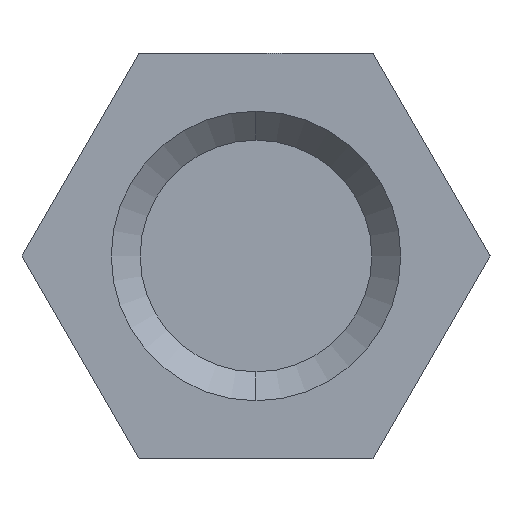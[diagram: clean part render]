
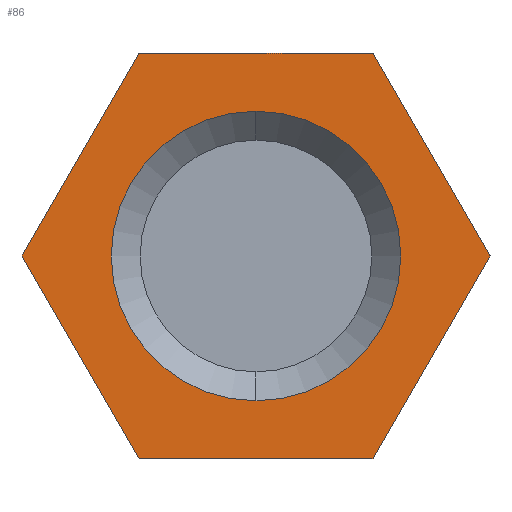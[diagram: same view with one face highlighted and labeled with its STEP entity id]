
A CAD part, left-side view. The second image highlights one B-rep face of the part: STEP entity #86.
In plain terms, the highlighted planar face has unit normal (-1, 0, 0).
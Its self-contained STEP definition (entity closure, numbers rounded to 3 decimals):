
#86=ADVANCED_FACE('',(#386,#387),#388,.F.);
#386=FACE_OUTER_BOUND('',#954,.T.);
#387=FACE_BOUND('',#955,.T.);
#388=PLANE('',#956);
#954=EDGE_LOOP('',(#4785,#4786,#4787,#4788,#4789,#4790));
#955=EDGE_LOOP('',(#4791,#4792));
#956=AXIS2_PLACEMENT_3D('',#4793,#4794,#4795);
#4785=ORIENTED_EDGE('',*,*,#6678,.F.);
#4786=ORIENTED_EDGE('',*,*,#6682,.F.);
#4787=ORIENTED_EDGE('',*,*,#6685,.F.);
#4788=ORIENTED_EDGE('',*,*,#6687,.F.);
#4789=ORIENTED_EDGE('',*,*,#6496,.F.);
#4790=ORIENTED_EDGE('',*,*,#6689,.F.);
#4791=ORIENTED_EDGE('',*,*,#6486,.T.);
#4792=ORIENTED_EDGE('',*,*,#6690,.T.);
#4793=CARTESIAN_POINT('',(-60.0,-4.041,0.));
#4794=DIRECTION('',(1.0,0.0,0.0));
#4795=DIRECTION('',(0.0,1.0,0.0));
#6486=EDGE_CURVE('',#7191,#7189,#7192,.T.);
#6496=EDGE_CURVE('',#7207,#7209,#7210,.T.);
#6678=EDGE_CURVE('',#7569,#7571,#7572,.T.);
#6682=EDGE_CURVE('',#7576,#7569,#7578,.T.);
#6685=EDGE_CURVE('',#7581,#7576,#7583,.T.);
#6687=EDGE_CURVE('',#7209,#7581,#7585,.T.);
#6689=EDGE_CURVE('',#7571,#7207,#7587,.T.);
#6690=EDGE_CURVE('',#7189,#7191,#7588,.T.);
#7189=VERTEX_POINT('',#8353);
#7191=VERTEX_POINT('',#8356);
#7192=CIRCLE('',#8357,2.5);
#7207=VERTEX_POINT('',#8378);
#7209=VERTEX_POINT('',#8381);
#7210=LINE('',#8382,#8383);
#7569=VERTEX_POINT('',#9788);
#7571=VERTEX_POINT('',#9791);
#7572=LINE('',#9792,#9793);
#7576=VERTEX_POINT('',#9799);
#7578=LINE('',#9802,#9803);
#7581=VERTEX_POINT('',#9807);
#7583=LINE('',#9810,#9811);
#7585=LINE('',#9814,#9815);
#7587=LINE('',#9818,#9819);
#7588=CIRCLE('',#9820,2.5);
#8353=CARTESIAN_POINT('',(-60.0,0.,-2.5));
#8356=CARTESIAN_POINT('',(-60.0,0.0,2.5));
#8357=AXIS2_PLACEMENT_3D('',#13000,#13001,#13002);
#8378=CARTESIAN_POINT('',(-60.0,-2.021,-3.5));
#8381=CARTESIAN_POINT('',(-60.0,2.021,-3.5));
#8382=CARTESIAN_POINT('',(-60.0,-2.021,-3.5));
#8383=VECTOR('',#13016,1000.0);
#9788=CARTESIAN_POINT('',(-60.0,-2.021,3.5));
#9791=CARTESIAN_POINT('',(-60.0,-4.041,0.));
#9792=CARTESIAN_POINT('',(-60.0,-2.021,3.5));
#9793=VECTOR('',#13150,1000.0);
#9799=CARTESIAN_POINT('',(-60.0,2.021,3.5));
#9802=CARTESIAN_POINT('',(-60.0,2.021,3.5));
#9803=VECTOR('',#13154,1000.0);
#9807=CARTESIAN_POINT('',(-60.0,4.041,0.));
#9810=CARTESIAN_POINT('',(-60.0,4.041,0.));
#9811=VECTOR('',#13157,1000.0);
#9814=CARTESIAN_POINT('',(-60.0,2.021,-3.5));
#9815=VECTOR('',#13159,1000.0);
#9818=CARTESIAN_POINT('',(-60.0,-4.041,0.));
#9819=VECTOR('',#13161,1000.0);
#9820=AXIS2_PLACEMENT_3D('',#13162,#13163,#13164);
#13000=CARTESIAN_POINT('',(-60.0,0.0,0.0));
#13001=DIRECTION('',(1.0,0.0,0.0));
#13002=DIRECTION('',(0.0,0.0,-1.0));
#13016=DIRECTION('',(0.0,1.0,0.));
#13150=DIRECTION('',(0.0,-0.5,-0.866));
#13154=DIRECTION('',(0.0,-1.0,0.));
#13157=DIRECTION('',(0.0,-0.5,0.866));
#13159=DIRECTION('',(0.0,0.5,0.866));
#13161=DIRECTION('',(0.0,0.5,-0.866));
#13162=CARTESIAN_POINT('',(-60.0,0.0,0.0));
#13163=DIRECTION('',(1.0,0.0,0.0));
#13164=DIRECTION('',(0.0,0.0,-1.0));
